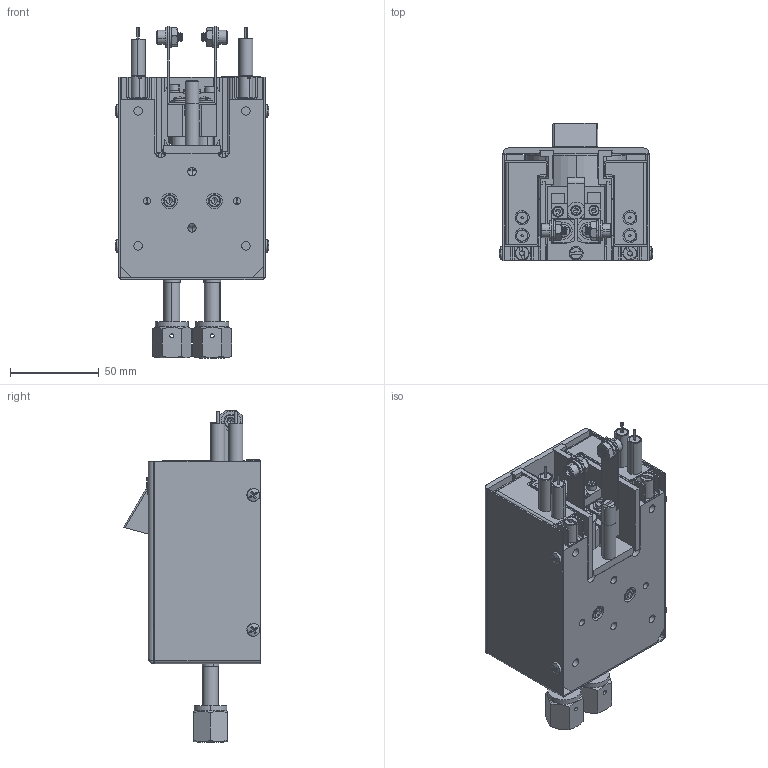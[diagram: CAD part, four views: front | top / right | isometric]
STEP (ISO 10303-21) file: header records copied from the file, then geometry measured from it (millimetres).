
FILE_DESCRIPTION (( 'STEP AP214' ), '1' );
FILE_NAME ('111580-07_0607_HM2_e-GUN(TM)_6KW_7cc_STANDARD_FEMALE_VCR_FITTINGS.STEP', '2019-12-10T21:22:23', ( 'admin' ), ( 'Microsoft' ), 'SwSTEP 2.0', 'SolidWorks 2016', '' );
FILE_SCHEMA (( 'AUTOMOTIVE_DESIGN' ));
Length unit declared in the file: inch
Products named in the file (1): 111580-07_0607_HM2_e-GUN(TM)_6KW_7cc_STANDARD_FEMALE_VCR_FITTINGS
Bounding box: 86.96 x 77.34 x 187.55 mm (x, y, z)
Surface area: 137290.6 mm2 (no closed solid volume)
Topology: 0 solids, 108 shells, 831 faces, 2558 edges, 1755 vertices
Faces by surface type: plane 436, cylinder 213, cone 160, sphere 16, bspline 4, torus 2
Entity records: 40363 total; most frequent: CARTESIAN_POINT 6761, DIRECTION 4982, ORIENTED_EDGE 4049, EDGE_CURVE 2538, AXIS2_PLACEMENT_3D 1756, VERTEX_POINT 1755, LINE 1470, VECTOR 1470
